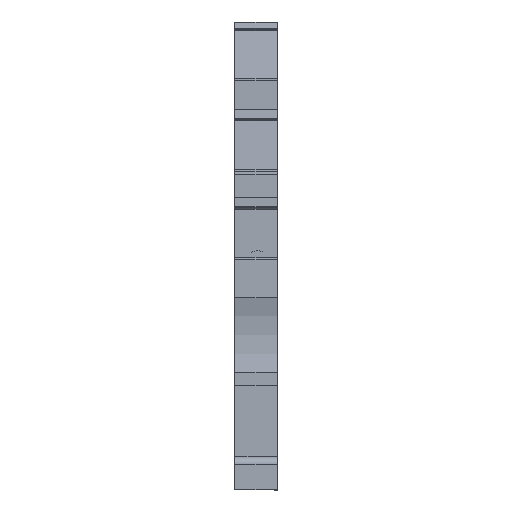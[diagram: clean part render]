
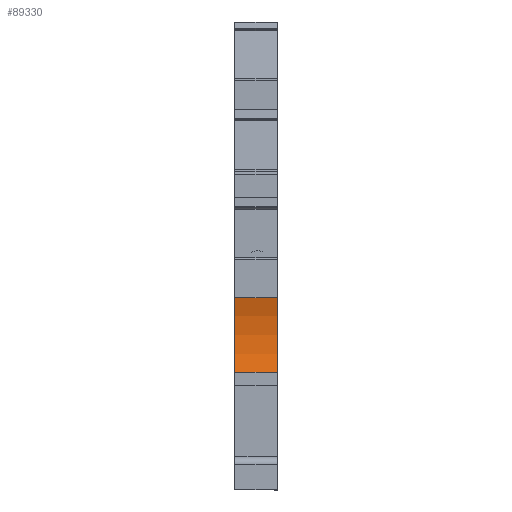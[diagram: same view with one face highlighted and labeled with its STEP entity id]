
A CAD part, front view. The second image highlights one B-rep face of the part: STEP entity #89330.
In plain terms, the highlighted cylindrical face has radius 15 mm (diameter 30 mm), a partial arc.
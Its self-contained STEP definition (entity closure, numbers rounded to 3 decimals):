
#590=CARTESIAN_POINT('',(159.777,6.362,
53.67));
#600=VERTEX_POINT('',#590);
#750=CARTESIAN_POINT('',(159.777,6.362,
48.52));
#760=VERTEX_POINT('',#750);
#790=CARTESIAN_POINT('',(159.777,6.362,
53.67));
#800=DIRECTION('',(0.,0.,1.));
#810=VECTOR('',#800,1.);
#820=LINE('',#790,#810);
#830=EDGE_CURVE('',#760,#600,#820,.T.);
#11770=CARTESIAN_POINT('',(159.81,-2.638,
48.52));
#11780=VERTEX_POINT('',#11770);
#11810=CARTESIAN_POINT('',(174.103,1.914,
48.52));
#11820=DIRECTION('',(0.,0.,1.));
#11830=DIRECTION('',(1.,0.004,
0.));
#11840=AXIS2_PLACEMENT_3D('',#11810,#11820,#11830);
#11850=CIRCLE('',#11840,15.);
#11860=EDGE_CURVE('',#760,#11780,#11850,.T.);
#13630=CARTESIAN_POINT('',(174.103,1.914,
53.67));
#13640=DIRECTION('',(0.,0.,1.));
#13650=DIRECTION('',(1.,0.004,
0.));
#13660=AXIS2_PLACEMENT_3D('',#13630,#13640,#13650);
#13670=CIRCLE('',#13660,15.);
#13680=CARTESIAN_POINT('',(159.81,-2.638,
53.67));
#13690=VERTEX_POINT('',#13680);
#13700=EDGE_CURVE('',#600,#13690,#13670,.T.);
#89170=CARTESIAN_POINT('',(174.103,1.914,
53.67));
#89180=DIRECTION('',(0.,0.,1.));
#89190=DIRECTION('',(1.,0.004,
0.));
#89200=AXIS2_PLACEMENT_3D('',#89170,#89180,#89190);
#89210=CYLINDRICAL_SURFACE('',#89200,15.);
#89220=ORIENTED_EDGE('',*,*,#13700,.T.);
#89230=ORIENTED_EDGE('',*,*,#830,.T.);
#89240=ORIENTED_EDGE('',*,*,#11860,.F.);
#89250=CARTESIAN_POINT('',(159.81,-2.638,
53.67));
#89260=DIRECTION('',(0.,0.,1.));
#89270=VECTOR('',#89260,1.);
#89280=LINE('',#89250,#89270);
#89290=EDGE_CURVE('',#11780,#13690,#89280,.T.);
#89300=ORIENTED_EDGE('',*,*,#89290,.F.);
#89310=EDGE_LOOP('',(#89300,#89240,#89230,#89220));
#89320=FACE_OUTER_BOUND('',#89310,.T.);
#89330=ADVANCED_FACE('',(#89320),#89210,.F.);
